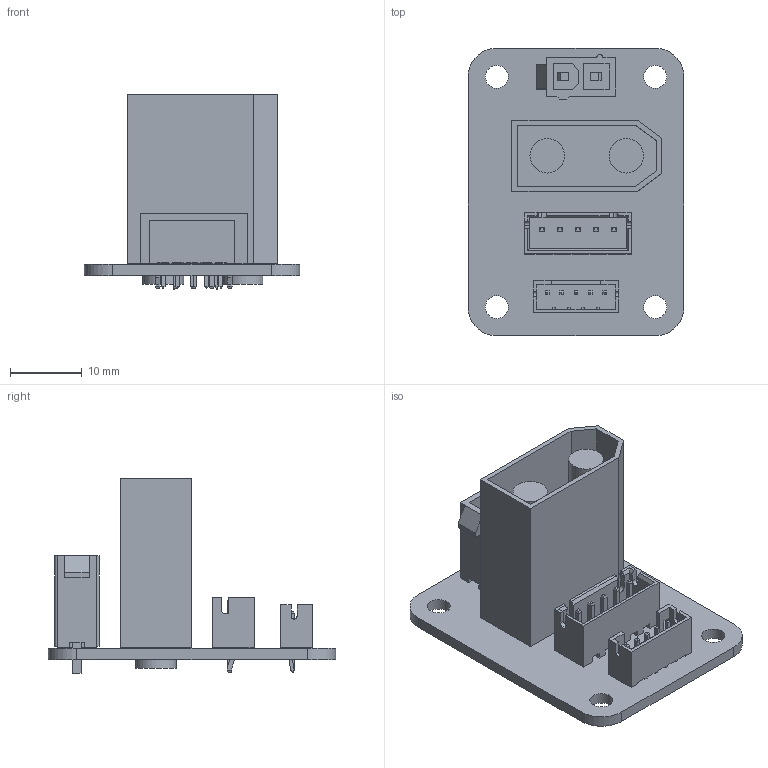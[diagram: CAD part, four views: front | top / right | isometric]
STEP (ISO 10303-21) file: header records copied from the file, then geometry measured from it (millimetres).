
FILE_DESCRIPTION(('KiCad electronic assembly'),'2;1');
FILE_NAME('BMS-adapter.step','2024-06-05T12:30:46',('Pcbnew'),('Kicad'), 'Open CASCADE STEP processor 7.7','KiCad to STEP converter','Unknown' );
FILE_SCHEMA(('AUTOMOTIVE_DESIGN { 1 0 10303 214 1 1 1 1 }'));
Length unit declared in the file: millimetre
Products named in the file (12): BMS-adapter 1; B5B-XH-A; 039281023; XT90PB-M; Part 3; Part 1; Part 2; JST_PH_B5B-PH-K_1x05_P2.00mm_Vertical; JST_B5B_PH_K; _autosave-BMS-adapter_PCB
Assembly tree (11 placements, depth 3):
  BMS-adapter 1
    B5B-XH-A
      B5B-XH-A
    039281023
      039281023
    XT90PB-M
      Part 3
      Part 1
      Part 2
    JST_PH_B5B-PH-K_1x05_P2.00mm_Vertical
      JST_B5B_PH_K
    _autosave-BMS-adapter_PCB
Bounding box: 30 x 40 x 27 mm (x, y, z)
Volume: 5043.5 mm3; surface area: 8350.6 mm2
Topology: 12 solids, 12 shells, 536 faces, 1389 edges, 900 vertices
Faces by surface type: plane 487, cylinder 49
Full cylindrical faces by diameter (mm): 0.75 x5, 0.95 x5, 1.2 x1, 1.4 x2, 3.2 x4, 4.8 x2, 5.7 x2, 6.1 x2
Entity records: 17561 total; most frequent: CARTESIAN_POINT 2850, ORIENTED_EDGE 2770, DIRECTION 2583, EDGE_CURVE 1385, LINE 1277, VECTOR 1277, VERTEX_POINT 892, AXIS2_PLACEMENT_3D 653
